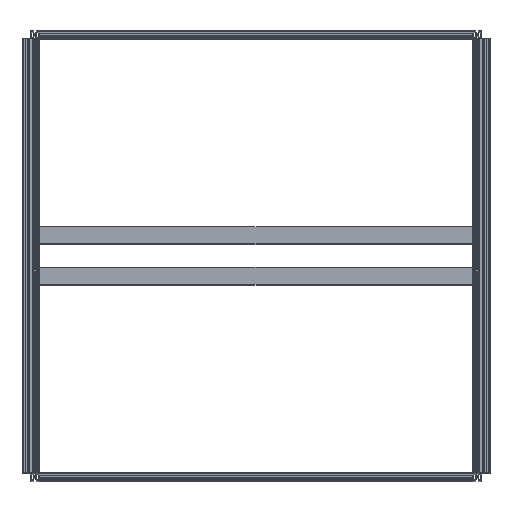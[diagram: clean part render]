
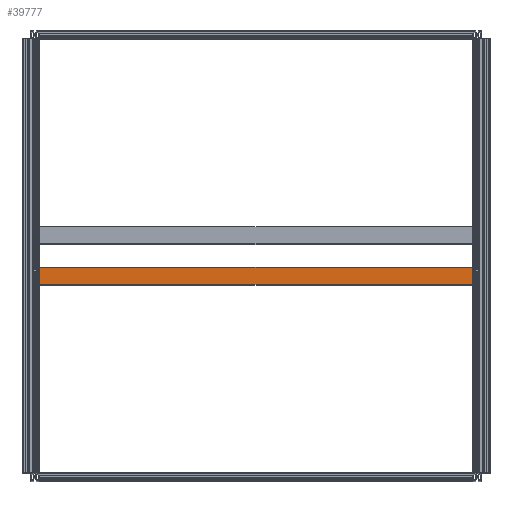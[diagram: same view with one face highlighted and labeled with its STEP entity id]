
A CAD part, top view. The second image highlights one B-rep face of the part: STEP entity #39777.
In plain terms, the highlighted planar face has unit normal (0, 0, 1).
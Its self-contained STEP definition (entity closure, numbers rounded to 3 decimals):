
#1249=FACE_BOUND('',#5674,.T.);
#1250=FACE_BOUND('',#5675,.T.);
#1251=FACE_BOUND('',#5676,.T.);
#1252=FACE_BOUND('',#5677,.T.);
#1253=FACE_BOUND('',#5678,.T.);
#1254=FACE_BOUND('',#5679,.T.);
#1255=FACE_BOUND('',#5680,.T.);
#1256=FACE_BOUND('',#5681,.T.);
#3277=FACE_OUTER_BOUND('',#5673,.T.);
#5673=EDGE_LOOP('',(#36421,#36422,#36423,#36424));
#5674=EDGE_LOOP('',(#36425));
#5675=EDGE_LOOP('',(#36426));
#5676=EDGE_LOOP('',(#36427));
#5677=EDGE_LOOP('',(#36428));
#5678=EDGE_LOOP('',(#36429));
#5679=EDGE_LOOP('',(#36430));
#5680=EDGE_LOOP('',(#36431));
#5681=EDGE_LOOP('',(#36432));
#9863=LINE('',#66096,#14051);
#9867=LINE('',#66104,#14055);
#9869=LINE('',#66107,#14057);
#9871=LINE('',#66110,#14059);
#14051=VECTOR('',#54550,10.);
#14055=VECTOR('',#54556,10.);
#14057=VECTOR('',#54560,10.);
#14059=VECTOR('',#54564,10.);
#15586=CIRCLE('',#43324,2.);
#15588=CIRCLE('',#43327,2.);
#15590=CIRCLE('',#43330,2.);
#15592=CIRCLE('',#43333,2.);
#15594=CIRCLE('',#43336,2.);
#15596=CIRCLE('',#43339,2.);
#15598=CIRCLE('',#43342,2.);
#15600=CIRCLE('',#43345,2.);
#19354=VERTEX_POINT('',#66012);
#19356=VERTEX_POINT('',#66018);
#19358=VERTEX_POINT('',#66024);
#19360=VERTEX_POINT('',#66030);
#19362=VERTEX_POINT('',#66036);
#19364=VERTEX_POINT('',#66042);
#19366=VERTEX_POINT('',#66048);
#19368=VERTEX_POINT('',#66054);
#19380=VERTEX_POINT('',#66093);
#19381=VERTEX_POINT('',#66095);
#19383=VERTEX_POINT('',#66101);
#19384=VERTEX_POINT('',#66103);
#25023=EDGE_CURVE('',#19354,#19354,#15586,.T.);
#25026=EDGE_CURVE('',#19356,#19356,#15588,.T.);
#25029=EDGE_CURVE('',#19358,#19358,#15590,.T.);
#25032=EDGE_CURVE('',#19360,#19360,#15592,.T.);
#25035=EDGE_CURVE('',#19362,#19362,#15594,.T.);
#25038=EDGE_CURVE('',#19364,#19364,#15596,.T.);
#25041=EDGE_CURVE('',#19366,#19366,#15598,.T.);
#25044=EDGE_CURVE('',#19368,#19368,#15600,.T.);
#25063=EDGE_CURVE('',#19380,#19381,#9863,.T.);
#25067=EDGE_CURVE('',#19383,#19384,#9867,.T.);
#25069=EDGE_CURVE('',#19381,#19383,#9869,.T.);
#25071=EDGE_CURVE('',#19384,#19380,#9871,.T.);
#36421=ORIENTED_EDGE('',*,*,#25067,.F.);
#36422=ORIENTED_EDGE('',*,*,#25069,.F.);
#36423=ORIENTED_EDGE('',*,*,#25063,.F.);
#36424=ORIENTED_EDGE('',*,*,#25071,.F.);
#36425=ORIENTED_EDGE('',*,*,#25023,.T.);
#36426=ORIENTED_EDGE('',*,*,#25026,.T.);
#36427=ORIENTED_EDGE('',*,*,#25029,.T.);
#36428=ORIENTED_EDGE('',*,*,#25032,.T.);
#36429=ORIENTED_EDGE('',*,*,#25035,.T.);
#36430=ORIENTED_EDGE('',*,*,#25038,.T.);
#36431=ORIENTED_EDGE('',*,*,#25041,.T.);
#36432=ORIENTED_EDGE('',*,*,#25044,.T.);
#37757=PLANE('',#43358);
#39777=ADVANCED_FACE('',(#3277,#1249,#1250,#1251,#1252,#1253,#1254,#1255,
#1256),#37757,.T.);
#43324=AXIS2_PLACEMENT_3D('',#66014,#54465,#54466);
#43327=AXIS2_PLACEMENT_3D('',#66020,#54472,#54473);
#43330=AXIS2_PLACEMENT_3D('',#66026,#54479,#54480);
#43333=AXIS2_PLACEMENT_3D('',#66032,#54486,#54487);
#43336=AXIS2_PLACEMENT_3D('',#66038,#54493,#54494);
#43339=AXIS2_PLACEMENT_3D('',#66044,#54500,#54501);
#43342=AXIS2_PLACEMENT_3D('',#66050,#54507,#54508);
#43345=AXIS2_PLACEMENT_3D('',#66056,#54514,#54515);
#43358=AXIS2_PLACEMENT_3D('',#66113,#54568,#54569);
#54465=DIRECTION('center_axis',(0.,0.,-1.));
#54466=DIRECTION('ref_axis',(-1.,0.,0.));
#54472=DIRECTION('center_axis',(0.,0.,-1.));
#54473=DIRECTION('ref_axis',(-1.,0.,0.));
#54479=DIRECTION('center_axis',(0.,0.,-1.));
#54480=DIRECTION('ref_axis',(-1.,0.,0.));
#54486=DIRECTION('center_axis',(0.,0.,-1.));
#54487=DIRECTION('ref_axis',(-1.,0.,0.));
#54493=DIRECTION('center_axis',(0.,0.,-1.));
#54494=DIRECTION('ref_axis',(-1.,0.,0.));
#54500=DIRECTION('center_axis',(0.,0.,-1.));
#54501=DIRECTION('ref_axis',(-1.,0.,0.));
#54507=DIRECTION('center_axis',(0.,0.,-1.));
#54508=DIRECTION('ref_axis',(-1.,0.,0.));
#54514=DIRECTION('center_axis',(0.,0.,-1.));
#54515=DIRECTION('ref_axis',(-1.,0.,0.));
#54550=DIRECTION('',(-1.,0.,0.));
#54556=DIRECTION('',(1.,0.,0.));
#54560=DIRECTION('',(0.,1.,0.));
#54564=DIRECTION('',(0.,-1.,0.));
#54568=DIRECTION('center_axis',(0.,0.,1.));
#54569=DIRECTION('ref_axis',(0.,1.,0.));
#66012=CARTESIAN_POINT('',(-790.,-49.,1989.));
#66014=CARTESIAN_POINT('Origin',(-792.,-49.,1989.));
#66018=CARTESIAN_POINT('',(-766.,-49.,1989.));
#66020=CARTESIAN_POINT('Origin',(-768.,-49.,1989.));
#66024=CARTESIAN_POINT('',(794.,-49.,1989.));
#66026=CARTESIAN_POINT('Origin',(792.,-49.,1989.));
#66030=CARTESIAN_POINT('',(770.,-49.,1989.));
#66032=CARTESIAN_POINT('Origin',(768.,-49.,1989.));
#66036=CARTESIAN_POINT('',(770.,-91.,1989.));
#66038=CARTESIAN_POINT('Origin',(768.,-91.,1989.));
#66042=CARTESIAN_POINT('',(794.,-91.,1989.));
#66044=CARTESIAN_POINT('Origin',(792.,-91.,1989.));
#66048=CARTESIAN_POINT('',(-766.,-91.,1989.));
#66050=CARTESIAN_POINT('Origin',(-768.,-91.,1989.));
#66054=CARTESIAN_POINT('',(-790.,-91.,1989.));
#66056=CARTESIAN_POINT('Origin',(-792.,-91.,1989.));
#66093=CARTESIAN_POINT('',(799.7,-99.7,1989.));
#66095=CARTESIAN_POINT('',(-799.7,-99.7,1989.));
#66096=CARTESIAN_POINT('',(0.,-99.7,1989.));
#66101=CARTESIAN_POINT('',(-799.7,-40.3,1989.));
#66103=CARTESIAN_POINT('',(799.7,-40.3,1989.));
#66104=CARTESIAN_POINT('',(0.,-40.3,1989.));
#66107=CARTESIAN_POINT('',(-799.7,-85.,1989.));
#66110=CARTESIAN_POINT('',(799.7,-85.,1989.));
#66113=CARTESIAN_POINT('Origin',(0.,-100.,1989.));
